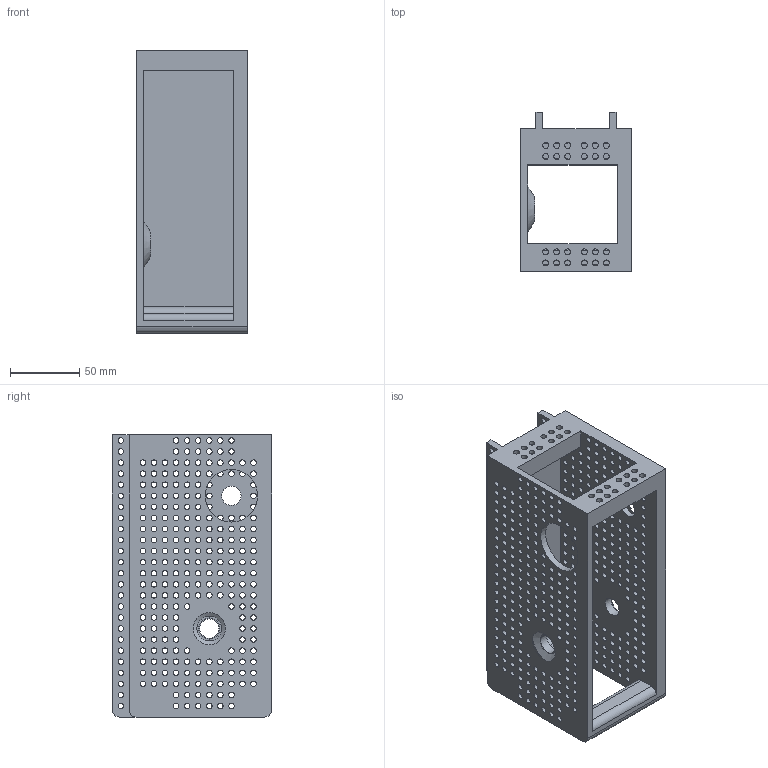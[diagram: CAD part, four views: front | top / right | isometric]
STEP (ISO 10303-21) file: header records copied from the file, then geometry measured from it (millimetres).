
FILE_DESCRIPTION(/* description */ (''),/* implementation_level */ '2;1');
FILE_NAME(/* name */ 'DT_Wheel_Hub_Back.step',/* time_stamp */ '2025-06-25T12:29:44-07:00',/* author */ (''),/* organization */ (''),/* preprocessor_version */ 'ST-DEVELOPER v20.1',/* originating_system */ 'Autodesk Translation Framework v14.10.0.0',/* authorisation */ '');
FILE_SCHEMA (('AUTOMOTIVE_DESIGN { 1 0 10303 214 3 1 1 }'));
Length unit declared in the file: millimetre
Products named in the file (1): FusionComponent
Bounding box: 80 x 115 x 204 mm (x, y, z)
Volume: 412081 mm3; surface area: 174572.8 mm2
Topology: 1 solids, 1 shells, 589 faces, 1740 edges, 1160 vertices
Faces by surface type: cylinder 552, plane 33, cone 4
Full cylindrical faces by diameter (mm): 4 x488, 4.3 x24, 14 x3, 38 x1
Entity records: 22458 total; most frequent: DIRECTION 4032, CARTESIAN_POINT 3490, ORIENTED_EDGE 3480, EDGE_CURVE 1740, AXIS2_PLACEMENT_3D 1702, EDGE_LOOP 1632, VERTEX_POINT 1160, CIRCLE 1112
